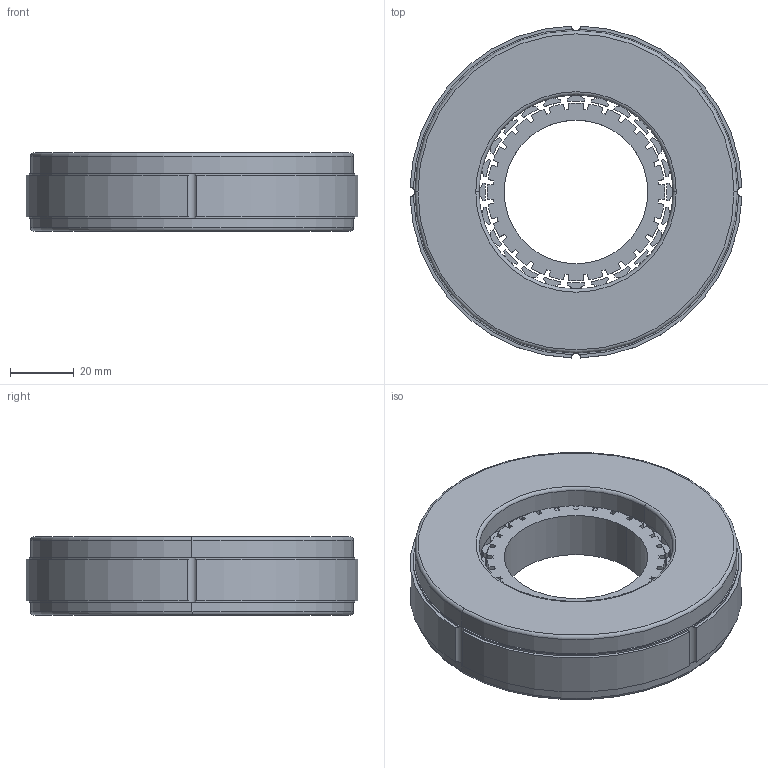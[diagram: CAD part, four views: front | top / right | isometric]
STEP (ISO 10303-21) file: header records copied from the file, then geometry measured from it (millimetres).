
FILE_DESCRIPTION(('CATIA V5 STEP Exchange'),'2;1');
FILE_NAME('RI100-HALL.stp','2021-01-20T07:46:01+00:00',('none'),('none'),'CATIA Version 5 Release 20 GA (IN-10)','CATIA V5 STEP AP203','none');
FILE_SCHEMA(('CONFIG_CONTROL_DESIGN'));
Length unit declared in the file: millimetre
Products named in the file (1): RI100
Bounding box: 103.96 x 103.96 x 24.5 mm (x, y, z)
Volume: 145492.5 mm3; surface area: 33799 mm2
Topology: 2 solids, 2 shells, 363 faces, 1053 edges, 696 vertices
Faces by surface type: plane 222, cylinder 133, torus 8
Entity records: 11316 total; most frequent: ORIENTED_EDGE 2106, CARTESIAN_POINT 2030, DIRECTION 1613, EDGE_CURVE 1053, VECTOR 745, LINE 745, VERTEX_POINT 696, AXIS2_PLACEMENT_3D 589
